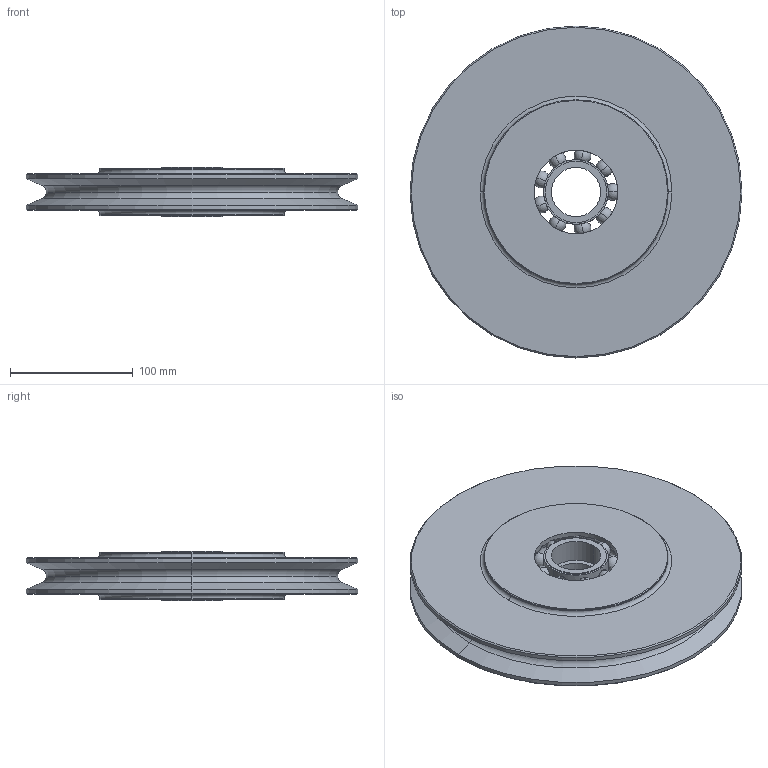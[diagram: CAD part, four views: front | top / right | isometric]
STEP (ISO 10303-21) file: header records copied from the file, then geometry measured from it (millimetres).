
FILE_DESCRIPTION(('STEP AP214'),'1');
FILE_NAME('cctmp_DFA95AD0-DCAE-4DAD-801C-753958E2F0A7_2021_10_04_16_31_25_0304..stp','2021-10-04T14:31:25',('COLUMBUS McKINNON Engineered Products GmbH'),('CADClick - www.CADClick.com'),'Spatial InterOp 3D',' ','unknown authorization');
FILE_SCHEMA(('AUTOMOTIVE_DESIGN'));
Length unit declared in the file: millimetre
Products named in the file (1): Drahtseilrolle
Bounding box: 270 x 270 x 40.5 mm (x, y, z)
Volume: 1576286.1 mm3; surface area: 181334.8 mm2
Topology: 1 solids, 1 shells, 138 faces, 528 edges, 310 vertices
Faces by surface type: torus 48, sphere 36, cylinder 30, cone 12, plane 12
Entity records: 11092 total; most frequent: CARTESIAN_POINT 6071, ORIENTED_EDGE 912, DIRECTION 750, EDGE_CURVE 456, AXIS2_PLACEMENT_3D 353, VERTEX_POINT 310, CIRCLE 214, B_SPLINE_CURVE_WITH_KNOTS 198
